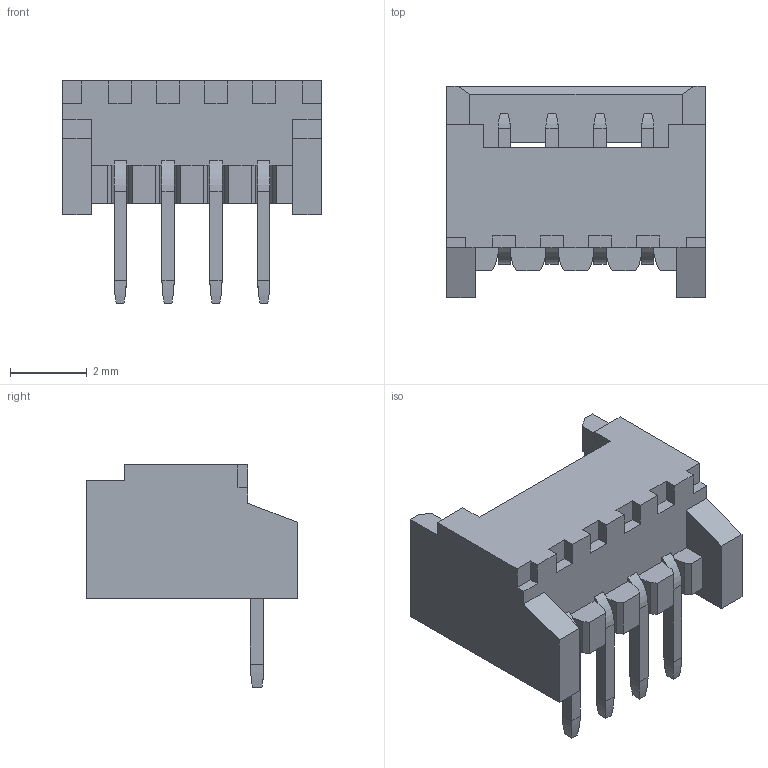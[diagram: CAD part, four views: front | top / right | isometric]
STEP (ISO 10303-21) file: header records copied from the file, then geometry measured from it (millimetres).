
FILE_DESCRIPTION(/* description */ (''),/* implementation_level */ '2;1');
FILE_NAME(/* name */ '53048-0450.step',/* time_stamp */ '2024-05-18T16:31:18+02:00',/* author */ (''),/* organization */ (''),/* preprocessor_version */ 'ST-DEVELOPER v20',/* originating_system */ 'Autodesk Translation Framework v12.20.1.177',/* authorisation */ '');
FILE_SCHEMA (('AUTOMOTIVE_DESIGN { 1 0 10303 214 3 1 1 }'));
Length unit declared in the file: millimetre
Products named in the file (1): (Non enregistré)
Bounding box: 6.75 x 5.5 x 5.8 mm (x, y, z)
Volume: 55.8 mm3; surface area: 216.6 mm2
Topology: 1 solids, 1 shells, 174 faces, 466 edges, 298 vertices
Faces by surface type: plane 138, bspline 32, cylinder 4
Entity records: 6199 total; most frequent: CARTESIAN_POINT 1899, ORIENTED_EDGE 932, DIRECTION 728, EDGE_CURVE 466, LINE 426, VECTOR 426, VERTEX_POINT 298, EDGE_LOOP 182
